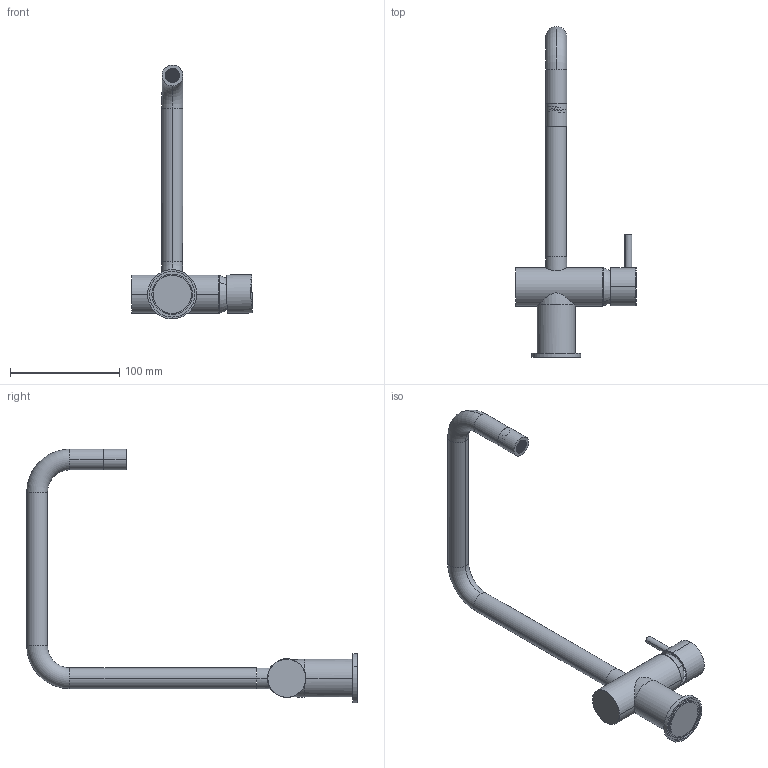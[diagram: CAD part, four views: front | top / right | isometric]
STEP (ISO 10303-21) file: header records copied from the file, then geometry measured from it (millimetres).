
FILE_DESCRIPTION (( 'STEP AP214' ), '1' );
FILE_NAME ('SUSSEX_SCALA_MINI_SLSMQLRH_mini_sink_mixer_square_large_chrome_RH_shell.STEP', '2021-06-22T06:28:31', ( '' ), ( '' ), 'SwSTEP 2.0', 'SolidWorks 2020', '' );
FILE_SCHEMA (( 'AUTOMOTIVE_DESIGN' ));
Length unit declared in the file: millimetre
Products named in the file (1): SUSSEX_SCALA_MINI_SLSMQLRH_mini_sink_mixer_square_large_chrome_RH_shell
Bounding box: 110.26 x 302.2 x 232.02 mm (x, y, z)
Volume: 269167.1 mm3; surface area: 62632 mm2
Topology: 10 solids, 10 shells, 2314 faces, 6043 edges, 4022 vertices
Faces by surface type: plane 2165, cylinder 69, bspline 62, cone 10, torus 8
Entity records: 72657 total; most frequent: CARTESIAN_POINT 15479, ORIENTED_EDGE 12086, DIRECTION 10615, EDGE_CURVE 6043, LINE 5615, VECTOR 5615, VERTEX_POINT 4022, EDGE_LOOP 2589
